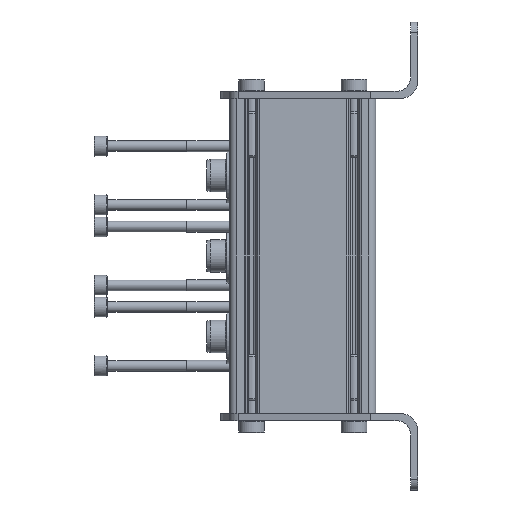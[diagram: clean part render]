
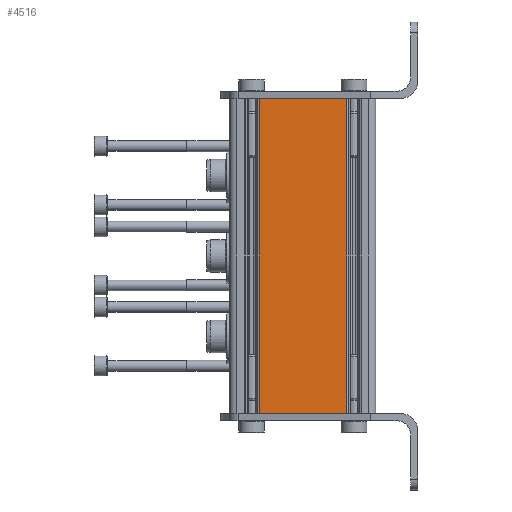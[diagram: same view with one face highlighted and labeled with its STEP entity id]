
A CAD part, left-side view. The second image highlights one B-rep face of the part: STEP entity #4516.
In plain terms, the highlighted planar face has unit normal (-1, 0, 0).
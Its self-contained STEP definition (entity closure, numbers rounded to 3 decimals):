
#292=LINE('',#7325,#618);
#293=LINE('',#7327,#619);
#294=LINE('',#7329,#620);
#295=LINE('',#7331,#621);
#618=VECTOR('',#5801,1000.);
#619=VECTOR('',#5804,1000.);
#620=VECTOR('',#5805,1000.);
#621=VECTOR('',#5806,1000.);
#848=PLANE('',#4950);
#1499=ORIENTED_EDGE('',*,*,#2674,.F.);
#1500=ORIENTED_EDGE('',*,*,#2673,.F.);
#1501=ORIENTED_EDGE('',*,*,#2675,.T.);
#1502=ORIENTED_EDGE('',*,*,#2676,.T.);
#2673=EDGE_CURVE('',#3228,#3227,#292,.T.);
#2674=EDGE_CURVE('',#3227,#3229,#293,.T.);
#2675=EDGE_CURVE('',#3228,#3230,#294,.T.);
#2676=EDGE_CURVE('',#3230,#3229,#295,.T.);
#3227=VERTEX_POINT('',#7322);
#3228=VERTEX_POINT('',#7324);
#3229=VERTEX_POINT('',#7328);
#3230=VERTEX_POINT('',#7330);
#3630=EDGE_LOOP('',(#1499,#1500,#1501,#1502));
#4022=FACE_BOUND('',#3630,.T.);
#4516=ADVANCED_FACE('',(#4022),#848,.T.);
#4950=AXIS2_PLACEMENT_3D('',#7326,#5802,#5803);
#5801=DIRECTION('',(0.,0.,1.));
#5802=DIRECTION('',(-1.,0.,0.));
#5803=DIRECTION('',(0.,0.,1.));
#5804=DIRECTION('',(0.,-1.,0.));
#5805=DIRECTION('',(0.,-1.,0.));
#5806=DIRECTION('',(0.,0.,1.));
#7322=CARTESIAN_POINT('',(-11.5,11.979,0.));
#7324=CARTESIAN_POINT('',(-11.5,11.979,-86.));
#7325=CARTESIAN_POINT('',(-11.5,11.979,-86.));
#7326=CARTESIAN_POINT('',(-11.5,11.979,-86.));
#7327=CARTESIAN_POINT('',(-11.5,11.979,0.));
#7328=CARTESIAN_POINT('',(-11.5,-11.979,0.));
#7329=CARTESIAN_POINT('',(-11.5,11.979,-86.));
#7330=CARTESIAN_POINT('',(-11.5,-11.979,-86.));
#7331=CARTESIAN_POINT('',(-11.5,-11.979,-86.));
